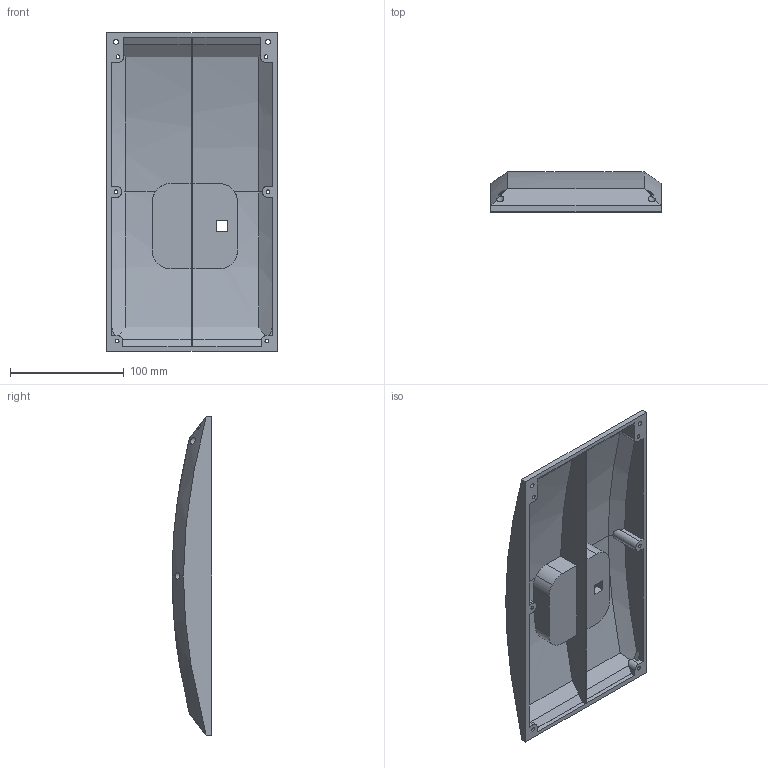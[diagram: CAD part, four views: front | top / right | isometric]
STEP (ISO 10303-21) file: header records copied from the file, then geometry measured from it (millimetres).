
FILE_DESCRIPTION(/* description */ (''),/* implementation_level */ '2;1');
FILE_NAME(/* name */ 'PCB_Lid_Lidar.step',/* time_stamp */ '2022-01-21T11:26:10+01:00',/* author */ (''),/* organization */ (''),/* preprocessor_version */ 'ST-DEVELOPER v18.1',/* originating_system */ 'Autodesk Translation Framework v10.13.0.1454',/* authorisation */ '');
FILE_SCHEMA (('AUTOMOTIVE_DESIGN { 1 0 10303 214 3 1 1 }'));
Length unit declared in the file: millimetre
Products named in the file (1): Lid
Bounding box: 149.4 x 35 x 279.61 mm (x, y, z)
Volume: 254784.1 mm3; surface area: 132840.3 mm2
Topology: 1 solids, 1 shells, 141 faces, 398 edges, 267 vertices
Faces by surface type: plane 79, bspline 32, cylinder 30
Full cylindrical faces by diameter (mm): 3.3 x6, 4.3 x2, 4.7 x4, 6 x6
Entity records: 6324 total; most frequent: CARTESIAN_POINT 2878, ORIENTED_EDGE 796, DIRECTION 545, EDGE_CURVE 398, VERTEX_POINT 267, LINE 211, VECTOR 211, EDGE_LOOP 169
